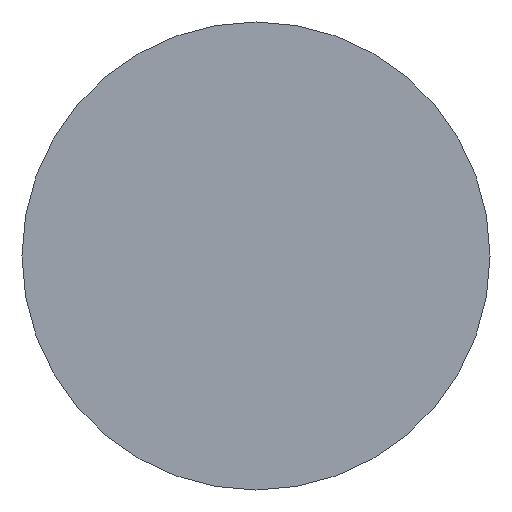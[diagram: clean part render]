
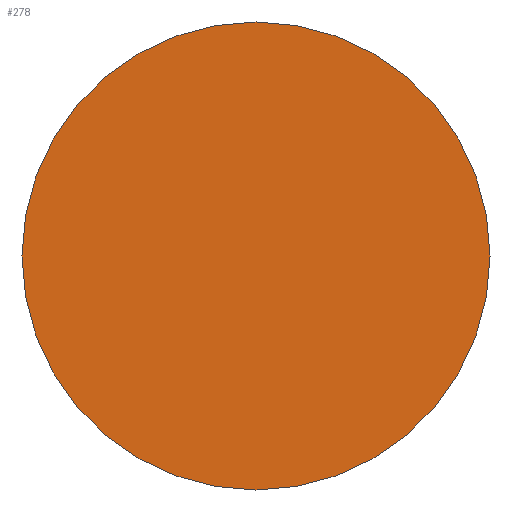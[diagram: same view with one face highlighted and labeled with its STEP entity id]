
A CAD part, left-side view. The second image highlights one B-rep face of the part: STEP entity #278.
In plain terms, the highlighted planar face has unit normal (-1, 0, 0).
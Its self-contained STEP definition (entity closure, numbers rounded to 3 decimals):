
#15 = ORIENTED_EDGE ( 'NONE', *, *, #195, .T. ) ;
#48 = AXIS2_PLACEMENT_3D ( 'NONE', #330, #152, #443 ) ;
#111 = DIRECTION ( 'NONE',  ( -1., 0., 0. ) ) ;
#129 = EDGE_CURVE ( 'NONE', #341, #469, #189, .T. ) ;
#149 = ORIENTED_EDGE ( 'NONE', *, *, #129, .T. ) ;
#151 = AXIS2_PLACEMENT_3D ( 'NONE', #360, #111, #156 ) ;
#152 = DIRECTION ( 'NONE',  ( 1., 0., 0. ) ) ;
#156 = DIRECTION ( 'NONE',  ( 0., 0., 1. ) ) ;
#189 = CIRCLE ( 'NONE', #151, 0.95 ) ;
#195 = EDGE_CURVE ( 'NONE', #469, #341, #277, .T. ) ;
#206 = DIRECTION ( 'NONE',  ( 0., 0., 1. ) ) ;
#208 = CARTESIAN_POINT ( 'NONE',  ( -3.019, 0., 0. ) ) ;
#246 = EDGE_LOOP ( 'NONE', ( #149, #15 ) ) ;
#277 = CIRCLE ( 'NONE', #441, 0.95 ) ;
#278 = ADVANCED_FACE ( 'NONE', ( #464 ), #480, .F. ) ;
#289 = CARTESIAN_POINT ( 'NONE',  ( -3.019, 0., 0.95 ) ) ;
#299 = CARTESIAN_POINT ( 'NONE',  ( -3.019, 0., -0.95 ) ) ;
#330 = CARTESIAN_POINT ( 'NONE',  ( -3.019, 0., 0. ) ) ;
#341 = VERTEX_POINT ( 'NONE', #289 ) ;
#343 = DIRECTION ( 'NONE',  ( -1., 0., 0. ) ) ;
#360 = CARTESIAN_POINT ( 'NONE',  ( -3.019, 0., 0. ) ) ;
#441 = AXIS2_PLACEMENT_3D ( 'NONE', #208, #343, #206 ) ;
#443 = DIRECTION ( 'NONE',  ( 0., 0., -1. ) ) ;
#464 = FACE_OUTER_BOUND ( 'NONE', #246, .T. ) ;
#469 = VERTEX_POINT ( 'NONE', #299 ) ;
#480 = PLANE ( 'NONE',  #48 ) ;
